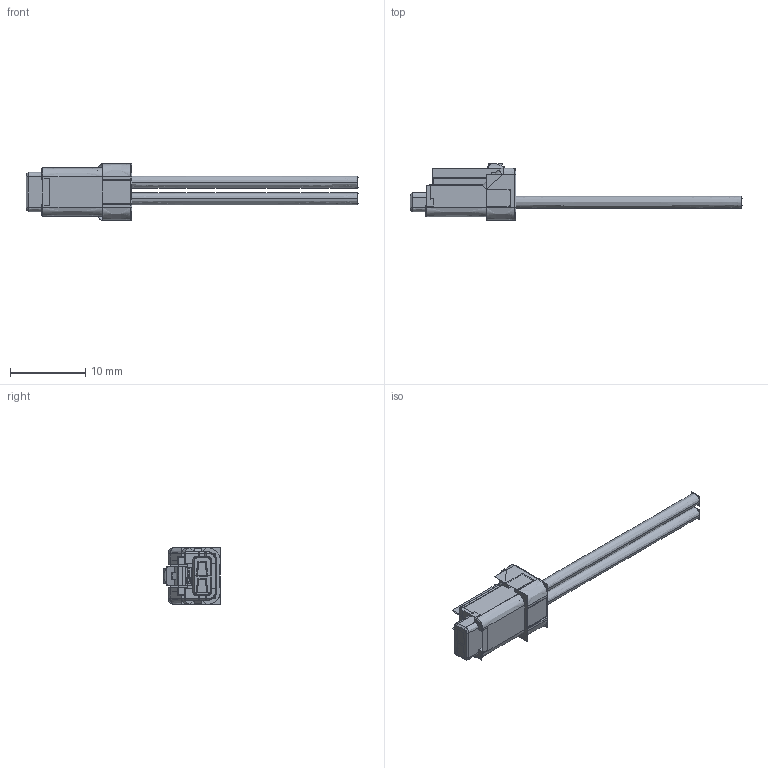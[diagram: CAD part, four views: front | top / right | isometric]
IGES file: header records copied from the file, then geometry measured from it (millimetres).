
Start section:  PTC IGES file: c.igs
Global section: file name: c.igs; native system: Pro/ENGINEER by Parametric Technology Corporation; preprocessor: 2010280; author: NK210218; organization: Unknown; date: 20241220.115842; units: millimetre
Bounding box: 44.05 x 7.55 x 7.5 mm (x, y, z)
Surface area: 2961.8 mm2 (no closed solid volume)
Topology: 0 solids, 0 shells, 2718 faces, 20056 edges, 20052 vertices
Faces by surface type: bspline 2718
